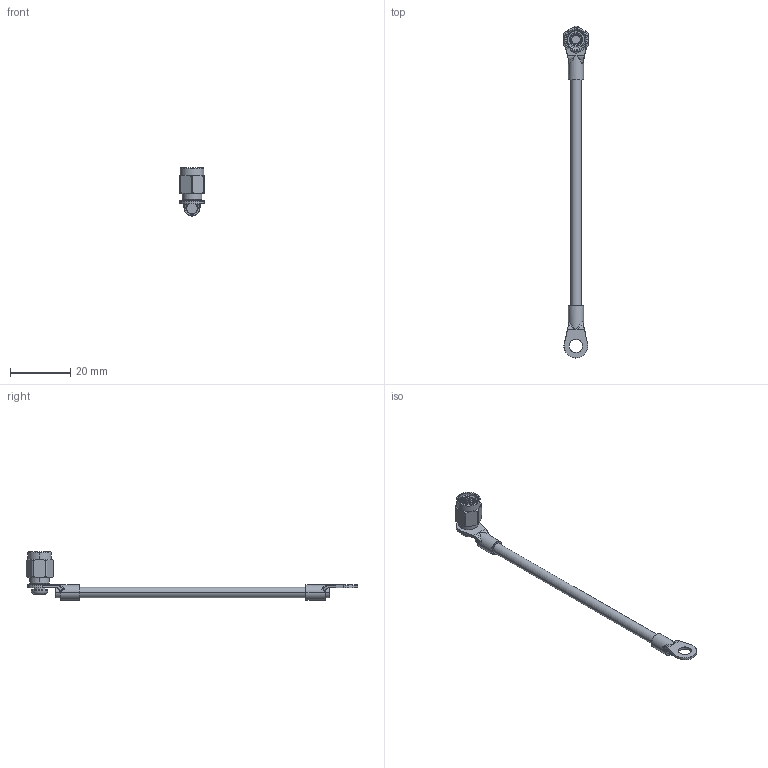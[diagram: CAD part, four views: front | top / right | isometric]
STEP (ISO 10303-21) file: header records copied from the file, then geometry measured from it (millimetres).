
FILE_DESCRIPTION (( 'STEP AP214' ), '1' );
FILE_NAME ('30-856-Y.STEP', '2024-08-12T09:24:25', ( '' ), ( '' ), 'SwSTEP 2.0', 'SolidWorks 2024', '' );
FILE_SCHEMA (( 'AUTOMOTIVE_DESIGN' ));
Length unit declared in the file: millimetre
Products named in the file (1): 30-856-Y
Bounding box: 8.04 x 110.1 x 15.95 mm (x, y, z)
Surface area: 2105.6 mm2 (no closed solid volume)
Topology: 0 solids, 9 shells, 177 faces, 477 edges, 286 vertices
Faces by surface type: cylinder 60, torus 40, plane 29, bspline 28, cone 20
Entity records: 6746 total; most frequent: CARTESIAN_POINT 2732, DIRECTION 836, ORIENTED_EDGE 804, EDGE_CURVE 466, AXIS2_PLACEMENT_3D 361, VERTEX_POINT 286, CIRCLE 211, EDGE_LOOP 185
